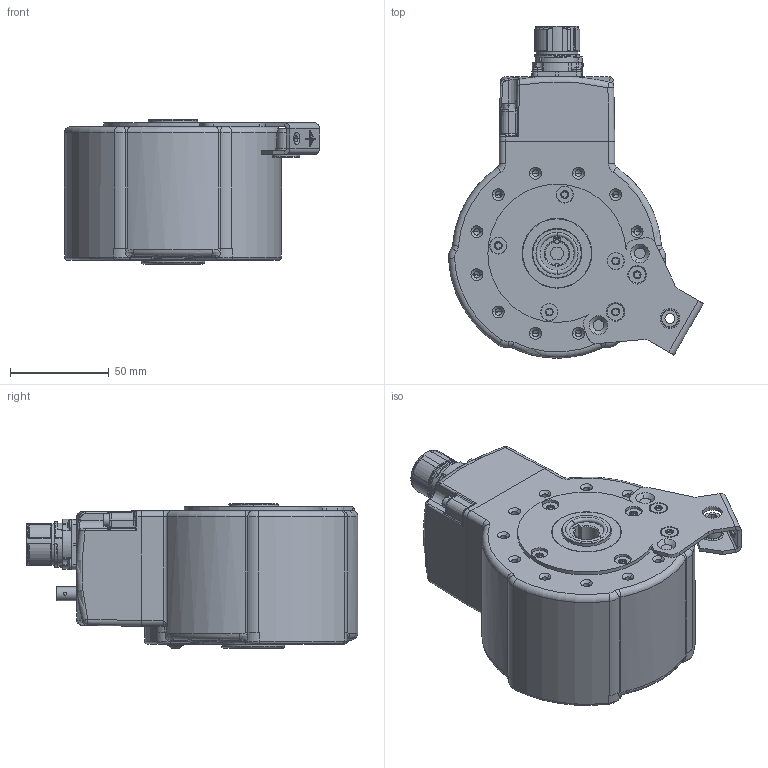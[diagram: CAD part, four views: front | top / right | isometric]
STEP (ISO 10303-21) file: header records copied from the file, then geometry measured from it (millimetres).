
FILE_DESCRIPTION((''),'2;1');
FILE_NAME('810515-01','2013-08-12T',('se2562'),(''),'PRO/ENGINEER BY PARAMETRIC TECHNOLOGY CORPORATION, 2011410','PRO/ENGINEER BY PARAMETRIC TECHNOLOGY CORPORATION, 2011410','');
FILE_SCHEMA(('CONFIG_CONTROL_DESIGN'));
Length unit declared in the file: millimetre
Products named in the file (1): 810515-01
Bounding box: 129.13 x 168.1 x 73.8 mm (x, y, z)
Volume: 334067 mm3; surface area: 153367.4 mm2
Topology: 20 solids, 38 shells, 2153 faces, 5802 edges, 3690 vertices
Faces by surface type: cylinder 887, plane 507, torus 259, cone 196, sphere 152, bspline 145, revolution 4, extrusion 3
Entity records: 83257 total; most frequent: CARTESIAN_POINT 29158, DIRECTION 12038, ORIENTED_EDGE 11208, EDGE_CURVE 5604, AXIS2_PLACEMENT_3D 5213, VERTEX_POINT 3689, CIRCLE 3212, EDGE_LOOP 2365
